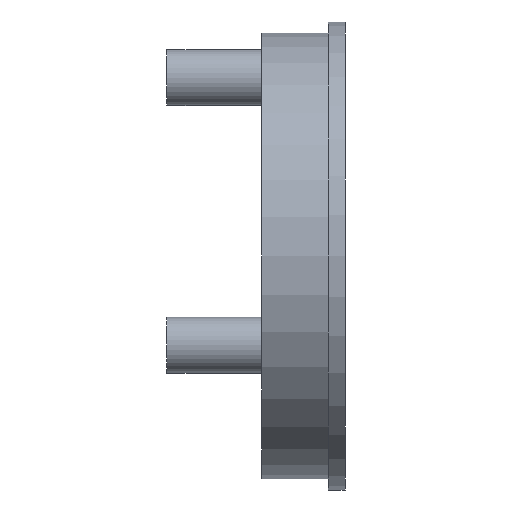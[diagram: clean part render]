
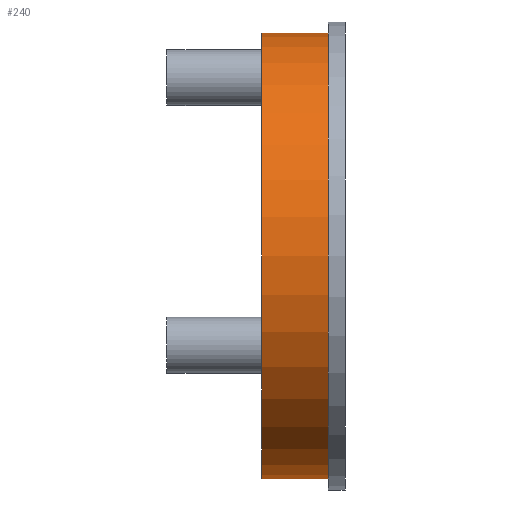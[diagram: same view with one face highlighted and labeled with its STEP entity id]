
A CAD part, left-side view. The second image highlights one B-rep face of the part: STEP entity #240.
In plain terms, the highlighted cylindrical face has radius 20 mm (diameter 40 mm), a partial arc.
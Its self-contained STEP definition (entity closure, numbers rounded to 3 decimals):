
#48 = AXIS2_PLACEMENT_3D ( 'NONE', #770, #309, #576 ) ;
#73 = CARTESIAN_POINT ( 'NONE',  ( 0., 7.5, 0. ) ) ;
#148 = AXIS2_PLACEMENT_3D ( 'NONE', #807, #626, #1185 ) ;
#200 = EDGE_LOOP ( 'NONE', ( #357, #953, #305, #808 ) ) ;
#216 = EDGE_CURVE ( 'NONE', #478, #964, #802, .T. ) ;
#218 = CIRCLE ( 'NONE', #148, 20. ) ;
#240 = ADVANCED_FACE ( 'NONE', ( #535 ), #896, .T. ) ;
#305 = ORIENTED_EDGE ( 'NONE', *, *, #911, .T. ) ;
#306 = EDGE_CURVE ( 'NONE', #462, #478, #218, .T. ) ;
#309 = DIRECTION ( 'NONE',  ( 0., 1., 0. ) ) ;
#350 = DIRECTION ( 'NONE',  ( 0., -1., 0. ) ) ;
#357 = ORIENTED_EDGE ( 'NONE', *, *, #216, .F. ) ;
#437 = EDGE_CURVE ( 'NONE', #518, #964, #742, .T. ) ;
#462 = VERTEX_POINT ( 'NONE', #570 ) ;
#478 = VERTEX_POINT ( 'NONE', #1035 ) ;
#495 = CARTESIAN_POINT ( 'NONE',  ( 0., 1.5, -20. ) ) ;
#518 = VERTEX_POINT ( 'NONE', #495 ) ;
#535 = FACE_OUTER_BOUND ( 'NONE', #200, .T. ) ;
#570 = CARTESIAN_POINT ( 'NONE',  ( 0., 7.5, -20. ) ) ;
#576 = DIRECTION ( 'NONE',  ( 0., 0., 1. ) ) ;
#626 = DIRECTION ( 'NONE',  ( 0., 1., 0. ) ) ;
#720 = CARTESIAN_POINT ( 'NONE',  ( 0., 1.5, 20. ) ) ;
#742 = CIRCLE ( 'NONE', #48, 20. ) ;
#770 = CARTESIAN_POINT ( 'NONE',  ( 0., 1.5, 0. ) ) ;
#778 = DIRECTION ( 'NONE',  ( 0., -1., 0. ) ) ;
#798 = CARTESIAN_POINT ( 'NONE',  ( 0., 7.5, 20. ) ) ;
#802 = LINE ( 'NONE', #798, #955 ) ;
#807 = CARTESIAN_POINT ( 'NONE',  ( 0., 7.5, 0. ) ) ;
#808 = ORIENTED_EDGE ( 'NONE', *, *, #437, .T. ) ;
#896 = CYLINDRICAL_SURFACE ( 'NONE', #1123, 20. ) ;
#909 = LINE ( 'NONE', #1177, #1107 ) ;
#911 = EDGE_CURVE ( 'NONE', #462, #518, #909, .T. ) ;
#953 = ORIENTED_EDGE ( 'NONE', *, *, #306, .F. ) ;
#955 = VECTOR ( 'NONE', #1162, 1000. ) ;
#964 = VERTEX_POINT ( 'NONE', #720 ) ;
#1035 = CARTESIAN_POINT ( 'NONE',  ( 0., 7.5, 20. ) ) ;
#1107 = VECTOR ( 'NONE', #350, 1000. ) ;
#1123 = AXIS2_PLACEMENT_3D ( 'NONE', #73, #778, #1145 ) ;
#1145 = DIRECTION ( 'NONE',  ( 0., 0., -1. ) ) ;
#1162 = DIRECTION ( 'NONE',  ( 0., -1., 0. ) ) ;
#1177 = CARTESIAN_POINT ( 'NONE',  ( 0., 7.5, -20. ) ) ;
#1185 = DIRECTION ( 'NONE',  ( 0., 0., 1. ) ) ;
